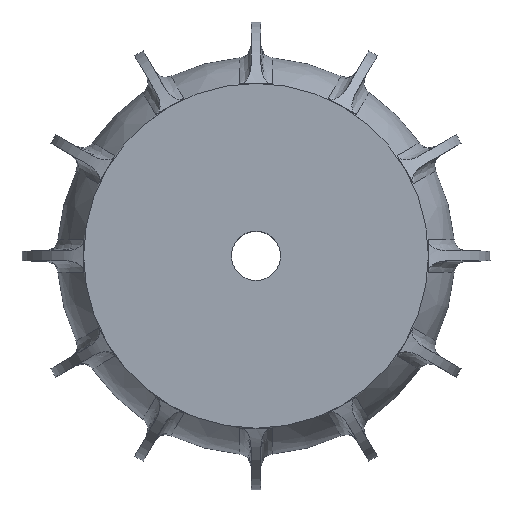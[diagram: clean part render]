
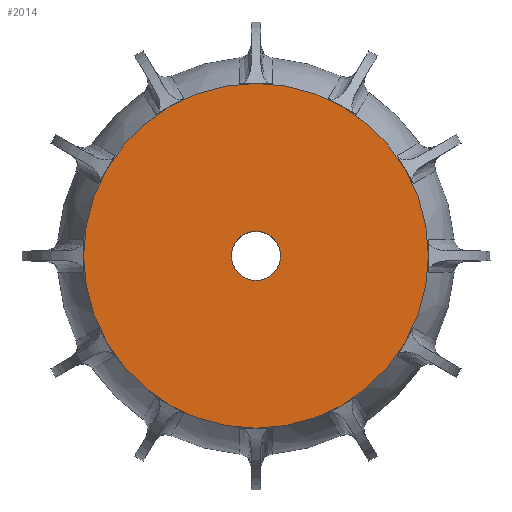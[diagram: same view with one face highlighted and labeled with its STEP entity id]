
A CAD part, top view. The second image highlights one B-rep face of the part: STEP entity #2014.
In plain terms, the highlighted planar face has unit normal (0, 0, 1).
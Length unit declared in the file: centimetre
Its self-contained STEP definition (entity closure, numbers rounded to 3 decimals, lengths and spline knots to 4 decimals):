
#349=FACE_BOUND('',#490,.T.);
#351=FACE_OUTER_BOUND('',#489,.T.);
#489=EDGE_LOOP('',(#1279));
#490=EDGE_LOOP('',(#1280));
#628=CIRCLE('',#2168,7.);
#629=CIRCLE('',#2169,1.);
#752=VERTEX_POINT('',#2911);
#753=VERTEX_POINT('',#2913);
#948=EDGE_CURVE('',#752,#752,#628,.T.);
#949=EDGE_CURVE('',#753,#753,#629,.T.);
#1279=ORIENTED_EDGE('',*,*,#948,.F.);
#1280=ORIENTED_EDGE('',*,*,#949,.T.);
#1940=PLANE('',#2167);
#2014=ADVANCED_FACE('',(#351,#349),#1940,.T.);
#2167=AXIS2_PLACEMENT_3D('',#2910,#2397,#2398);
#2168=AXIS2_PLACEMENT_3D('',#2912,#2399,#2400);
#2169=AXIS2_PLACEMENT_3D('',#2914,#2401,#2402);
#2397=DIRECTION('center_axis',(0.,0.,1.));
#2398=DIRECTION('ref_axis',(-1.,0.,0.));
#2399=DIRECTION('center_axis',(0.,0.,-1.));
#2400=DIRECTION('ref_axis',(1.,0.,0.));
#2401=DIRECTION('center_axis',(0.,0.,-1.));
#2402=DIRECTION('ref_axis',(-1.,0.,0.));
#2910=CARTESIAN_POINT('Origin',(0.,0.,7.95));
#2911=CARTESIAN_POINT('',(-7.,0.,7.95));
#2912=CARTESIAN_POINT('Origin',(0.,0.,7.95));
#2913=CARTESIAN_POINT('',(1.,0.,7.95));
#2914=CARTESIAN_POINT('Origin',(0.,0.,7.95));
